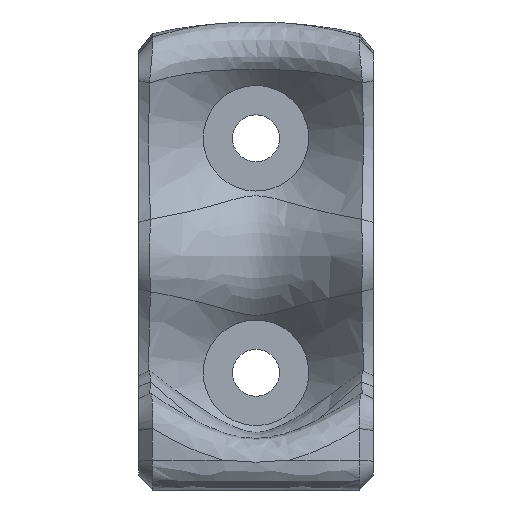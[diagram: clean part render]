
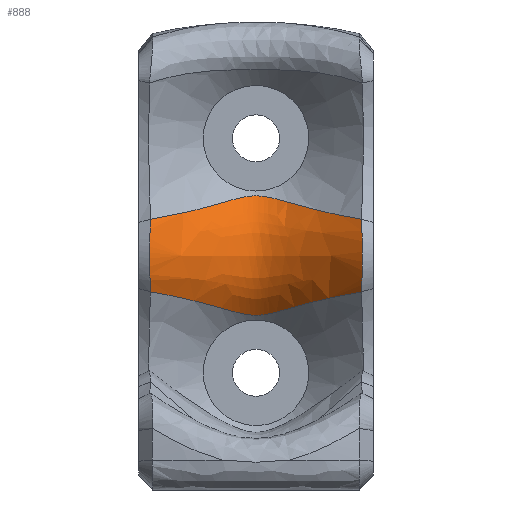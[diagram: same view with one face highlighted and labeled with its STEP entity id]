
A CAD part, front view. The second image highlights one B-rep face of the part: STEP entity #888.
In plain terms, the highlighted free-form (B-spline) face has degree [3, 2] with [15, 3] control points.
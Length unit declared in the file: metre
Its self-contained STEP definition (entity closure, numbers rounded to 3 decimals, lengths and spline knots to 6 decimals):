
#41=(
BOUNDED_SURFACE()
B_SPLINE_SURFACE(3,2,((#2099,#2100,#2101),(#2102,#2103,#2104),(#2105,#2106,
#2107),(#2108,#2109,#2110),(#2111,#2112,#2113),(#2114,#2115,#2116),(#2117,
#2118,#2119),(#2120,#2121,#2122),(#2123,#2124,#2125),(#2126,#2127,#2128),
(#2129,#2130,#2131),(#2132,#2133,#2134),(#2135,#2136,#2137),(#2138,#2139,
#2140),(#2141,#2142,#2143)),.UNSPECIFIED.,.F.,.F.,.F.)
B_SPLINE_SURFACE_WITH_KNOTS((4,1,1,1,1,1,1,1,1,1,1,1,4),(3,3),(0.03047,
0.034393,0.038316,0.040277,0.042239,
0.0442,0.046162,0.048123,0.050085,
0.052046,0.054008,0.057931,0.061854),
(0.,1.),.UNSPECIFIED.)
GEOMETRIC_REPRESENTATION_ITEM()
RATIONAL_B_SPLINE_SURFACE(((1.,0.909,1.),(1.,0.9,
1.),(1.,0.878,1.),(1.,0.834,1.),(1.,0.788,
1.),(1.,0.75,1.),(1.,0.716,1.),(1.,0.702,
1.),(1.,0.717,1.),(1.,0.751,1.),(1.,0.789,
1.),(1.,0.835,1.),(1.,0.878,1.),(1.,0.9,
1.),(1.,0.909,1.)))
REPRESENTATION_ITEM('')
SURFACE()
);
#260=ORIENTED_EDGE('',*,*,#467,.F.);
#261=ORIENTED_EDGE('',*,*,#492,.T.);
#262=ORIENTED_EDGE('',*,*,#452,.F.);
#263=ORIENTED_EDGE('',*,*,#493,.T.);
#452=EDGE_CURVE('',#586,#587,#642,.T.);
#467=EDGE_CURVE('',#600,#601,#653,.T.);
#492=EDGE_CURVE('',#600,#587,#672,.F.);
#493=EDGE_CURVE('',#586,#601,#673,.F.);
#586=VERTEX_POINT('',#1555);
#587=VERTEX_POINT('',#1556);
#600=VERTEX_POINT('',#1702);
#601=VERTEX_POINT('',#1718);
#642=B_SPLINE_CURVE_WITH_KNOTS('',3,(#1539,#1540,#1541,#1542,#1543,#1544,
#1545,#1546,#1547,#1548,#1549,#1550,#1551,#1552,#1553,#1554),
 .UNSPECIFIED.,.F.,.F.,(4,1,1,1,1,1,1,1,1,1,1,1,1,4),(0.001346,
0.00419,0.007034,0.008456,0.009878,
0.0113,0.012011,0.012722,0.014144,
0.015566,0.016987,0.018409,0.021253,
0.024097),.UNSPECIFIED.);
#653=B_SPLINE_CURVE_WITH_KNOTS('',3,(#1703,#1704,#1705,#1706,#1707,#1708,
#1709,#1710,#1711,#1712,#1713,#1714,#1715,#1716,#1717),.UNSPECIFIED.,.F.,
 .F.,(4,1,1,1,1,1,1,1,1,1,1,1,4),(0.001346,0.004196,
0.007046,0.008471,0.009896,0.011321,
0.012746,0.014171,0.015596,0.017021,
0.018446,0.021297,0.024147),.UNSPECIFIED.);
#672=B_SPLINE_CURVE_WITH_KNOTS('',3,(#2144,#2145,#2146,#2147,#2148,#2149,
#2150,#2151,#2152),.UNSPECIFIED.,.F.,.F.,(4,1,1,1,1,1,4),(0.,0.25,0.375,
0.5,0.75,0.875,1.),.UNSPECIFIED.);
#673=B_SPLINE_CURVE_WITH_KNOTS('',3,(#2153,#2154,#2155,#2156,#2157,#2158,
#2159),.UNSPECIFIED.,.F.,.F.,(4,1,1,1,4),(0.,0.25,0.5,0.75,1.),
 .UNSPECIFIED.);
#746=EDGE_LOOP('',(#260,#261,#262,#263));
#823=FACE_BOUND('',#746,.T.);
#888=ADVANCED_FACE('',(#823),#41,.T.);
#1539=CARTESIAN_POINT('',(-0.009007,-0.009248,0.023097));
#1540=CARTESIAN_POINT('',(-0.008306,-0.00862,0.023215));
#1541=CARTESIAN_POINT('',(-0.0069,-0.007374,0.023477));
#1542=CARTESIAN_POINT('',(-0.005128,-0.005857,0.023887));
#1543=CARTESIAN_POINT('',(-0.003686,-0.004694,0.024276));
#1544=CARTESIAN_POINT('',(-0.002579,-0.003867,0.024596));
#1545=CARTESIAN_POINT('',(-0.001597,-0.003245,0.024875));
#1546=CARTESIAN_POINT('',(-0.000732,-0.002889,0.02505));
#1547=CARTESIAN_POINT('',(0.000228,-0.002732,0.025131));
#1548=CARTESIAN_POINT('',(0.001381,-0.003104,0.024939));
#1549=CARTESIAN_POINT('',(0.002553,-0.003851,0.024602));
#1550=CARTESIAN_POINT('',(0.003667,-0.004679,0.024282));
#1551=CARTESIAN_POINT('',(0.005116,-0.005847,0.02389));
#1552=CARTESIAN_POINT('',(0.006896,-0.00737,0.023478));
#1553=CARTESIAN_POINT('',(0.008304,-0.008618,0.023216));
#1554=CARTESIAN_POINT('',(0.009007,-0.009248,0.023097));
#1555=CARTESIAN_POINT('',(-0.009007,-0.009248,0.023097));
#1556=CARTESIAN_POINT('',(0.009007,-0.009248,0.023097));
#1702=CARTESIAN_POINT('',(0.009007,-0.009248,0.016903));
#1703=CARTESIAN_POINT('',(0.009007,-0.009248,0.016903));
#1704=CARTESIAN_POINT('',(0.008305,-0.008618,0.016784));
#1705=CARTESIAN_POINT('',(0.006897,-0.00737,0.016522));
#1706=CARTESIAN_POINT('',(0.005117,-0.005848,0.016111));
#1707=CARTESIAN_POINT('',(0.003669,-0.00468,0.015719));
#1708=CARTESIAN_POINT('',(0.002554,-0.003852,0.015398));
#1709=CARTESIAN_POINT('',(0.001388,-0.003105,0.015062));
#1710=CARTESIAN_POINT('',(-0.000013,-0.002658,0.014831));
#1711=CARTESIAN_POINT('',(-0.001406,-0.003116,0.015067));
#1712=CARTESIAN_POINT('',(-0.002572,-0.003865,0.015403));
#1713=CARTESIAN_POINT('',(-0.003683,-0.004692,0.015723));
#1714=CARTESIAN_POINT('',(-0.005125,-0.005855,0.016112));
#1715=CARTESIAN_POINT('',(-0.006899,-0.007373,0.016523));
#1716=CARTESIAN_POINT('',(-0.008306,-0.00862,0.016785));
#1717=CARTESIAN_POINT('',(-0.009007,-0.009248,0.016903));
#1718=CARTESIAN_POINT('',(-0.009007,-0.009248,0.016903));
#2099=CARTESIAN_POINT('',(0.009611,-0.009791,0.022998));
#2100=CARTESIAN_POINT('',(0.008748,-0.010859,0.02));
#2101=CARTESIAN_POINT('',(0.009611,-0.009791,0.017002));
#2102=CARTESIAN_POINT('',(0.008701,-0.00897,0.023143));
#2103=CARTESIAN_POINT('',(0.007749,-0.010156,0.02));
#2104=CARTESIAN_POINT('',(0.008701,-0.00897,0.016857));
#2105=CARTESIAN_POINT('',(0.0069,-0.007368,0.023467));
#2106=CARTESIAN_POINT('',(0.005729,-0.00884,0.02));
#2107=CARTESIAN_POINT('',(0.0069,-0.007368,0.016533));
#2108=CARTESIAN_POINT('',(0.004728,-0.005517,0.023986));
#2109=CARTESIAN_POINT('',(0.003262,-0.0077,0.02));
#2110=CARTESIAN_POINT('',(0.004728,-0.005517,0.016014));
#2111=CARTESIAN_POINT('',(0.003117,-0.004256,0.024439));
#2112=CARTESIAN_POINT('',(0.001539,-0.007342,0.02));
#2113=CARTESIAN_POINT('',(0.003117,-0.004256,0.015561));
#2114=CARTESIAN_POINT('',(0.001989,-0.003473,0.024768));
#2115=CARTESIAN_POINT('',(0.0005,-0.007412,0.02));
#2116=CARTESIAN_POINT('',(0.001989,-0.003473,0.015232));
#2117=CARTESIAN_POINT('',(0.00095,-0.002934,0.025026));
#2118=CARTESIAN_POINT('',(-0.000031,-0.007757,0.02));
#2119=CARTESIAN_POINT('',(0.00095,-0.002934,0.014974));
#2120=CARTESIAN_POINT('',(-0.000015,-0.002743,0.025125));
#2121=CARTESIAN_POINT('',(0.000003,-0.007976,0.02));
#2122=CARTESIAN_POINT('',(-0.000015,-0.002743,0.014875));
#2123=CARTESIAN_POINT('',(-0.000981,-0.002946,0.02502));
#2124=CARTESIAN_POINT('',(0.000024,-0.007745,0.02));
#2125=CARTESIAN_POINT('',(-0.000981,-0.002946,0.01498));
#2126=CARTESIAN_POINT('',(-0.002022,-0.003494,0.024758));
#2127=CARTESIAN_POINT('',(-0.000526,-0.007405,0.02));
#2128=CARTESIAN_POINT('',(-0.002022,-0.003494,0.015242));
#2129=CARTESIAN_POINT('',(-0.003151,-0.004282,0.024429));
#2130=CARTESIAN_POINT('',(-0.001574,-0.007346,0.02));
#2131=CARTESIAN_POINT('',(-0.003151,-0.004282,0.015571));
#2132=CARTESIAN_POINT('',(-0.004748,-0.005535,0.02398));
#2133=CARTESIAN_POINT('',(-0.003287,-0.007711,0.02));
#2134=CARTESIAN_POINT('',(-0.004748,-0.005535,0.01602));
#2135=CARTESIAN_POINT('',(-0.006903,-0.00737,0.023467));
#2136=CARTESIAN_POINT('',(-0.005732,-0.008843,0.02));
#2137=CARTESIAN_POINT('',(-0.006903,-0.00737,0.016533));
#2138=CARTESIAN_POINT('',(-0.008704,-0.008973,0.023142));
#2139=CARTESIAN_POINT('',(-0.007753,-0.010158,0.02));
#2140=CARTESIAN_POINT('',(-0.008704,-0.008973,0.016858));
#2141=CARTESIAN_POINT('',(-0.009611,-0.009791,0.022998));
#2142=CARTESIAN_POINT('',(-0.008748,-0.010859,0.02));
#2143=CARTESIAN_POINT('',(-0.009611,-0.009791,0.017002));
#2144=CARTESIAN_POINT('',(0.009007,-0.009248,0.023097));
#2145=CARTESIAN_POINT('',(0.009027,-0.009607,0.022534));
#2146=CARTESIAN_POINT('',(0.009048,-0.009936,0.021759));
#2147=CARTESIAN_POINT('',(0.009063,-0.010151,0.020785));
#2148=CARTESIAN_POINT('',(0.009068,-0.010231,0.019739));
#2149=CARTESIAN_POINT('',(0.009057,-0.010074,0.018708));
#2150=CARTESIAN_POINT('',(0.009035,-0.009718,0.017735));
#2151=CARTESIAN_POINT('',(0.009017,-0.009427,0.017184));
#2152=CARTESIAN_POINT('',(0.009007,-0.009248,0.016903));
#2153=CARTESIAN_POINT('',(-0.009007,-0.009248,0.016903));
#2154=CARTESIAN_POINT('',(-0.009027,-0.00961,0.017471));
#2155=CARTESIAN_POINT('',(-0.009055,-0.010033,0.018445));
#2156=CARTESIAN_POINT('',(-0.009071,-0.010268,0.020017));
#2157=CARTESIAN_POINT('',(-0.009055,-0.010041,0.02152));
#2158=CARTESIAN_POINT('',(-0.009027,-0.009607,0.022534));
#2159=CARTESIAN_POINT('',(-0.009007,-0.009248,0.023097));
